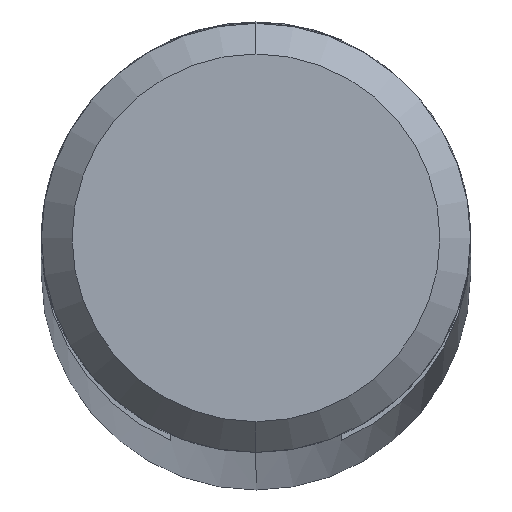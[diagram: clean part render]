
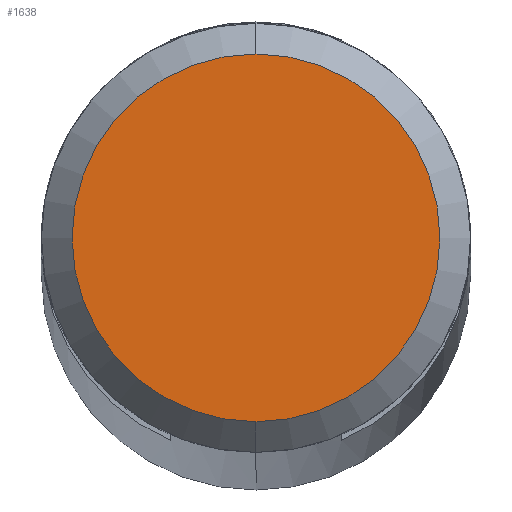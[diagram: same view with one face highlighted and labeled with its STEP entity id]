
A CAD part, left-side view. The second image highlights one B-rep face of the part: STEP entity #1638.
In plain terms, the highlighted planar face has unit normal (-1, 0, 0).
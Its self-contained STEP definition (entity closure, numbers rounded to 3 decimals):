
#152 = VERTEX_POINT ( 'NONE', #324 ) ;
#273 = VERTEX_POINT ( 'NONE', #1092 ) ;
#324 = CARTESIAN_POINT ( 'NONE',  ( 0., 0., -3. ) ) ;
#498 = ORIENTED_EDGE ( 'NONE', *, *, #1038, .T. ) ;
#500 = ORIENTED_EDGE ( 'NONE', *, *, #1033, .T. ) ;
#554 = EDGE_LOOP ( 'NONE', ( #498, #500 ) ) ;
#650 = FACE_OUTER_BOUND ( 'NONE', #554, .T. ) ;
#723 = CIRCLE ( 'NONE', #902, 3. ) ;
#730 = CIRCLE ( 'NONE', #903, 3. ) ;
#873 = AXIS2_PLACEMENT_3D ( 'NONE', #1305, #1310, #1311 ) ;
#902 = AXIS2_PLACEMENT_3D ( 'NONE', #1371, #1372, #1373 ) ;
#903 = AXIS2_PLACEMENT_3D ( 'NONE', #1433, #1434, #1435 ) ;
#1033 = EDGE_CURVE ( 'NONE', #273, #152, #723, .T. ) ;
#1038 = EDGE_CURVE ( 'NONE', #152, #273, #730, .T. ) ;
#1092 = CARTESIAN_POINT ( 'NONE',  ( 0., 0., 3. ) ) ;
#1305 = CARTESIAN_POINT ( 'NONE',  ( 0., 0., 0. ) ) ;
#1307 = PLANE ( 'NONE',  #873 ) ;
#1310 = DIRECTION ( 'NONE',  ( -1., 0., 0. ) ) ;
#1311 = DIRECTION ( 'NONE',  ( 0., 0., 1. ) ) ;
#1371 = CARTESIAN_POINT ( 'NONE',  ( 0., 0., 0. ) ) ;
#1372 = DIRECTION ( 'NONE',  ( -1., 0., 0. ) ) ;
#1373 = DIRECTION ( 'NONE',  ( 0., 0., 1. ) ) ;
#1433 = CARTESIAN_POINT ( 'NONE',  ( 0., 0., 0. ) ) ;
#1434 = DIRECTION ( 'NONE',  ( -1., 0., 0. ) ) ;
#1435 = DIRECTION ( 'NONE',  ( 0., 0., 1. ) ) ;
#1638 = ADVANCED_FACE ( 'NONE', ( #650 ), #1307, .T. ) ;
